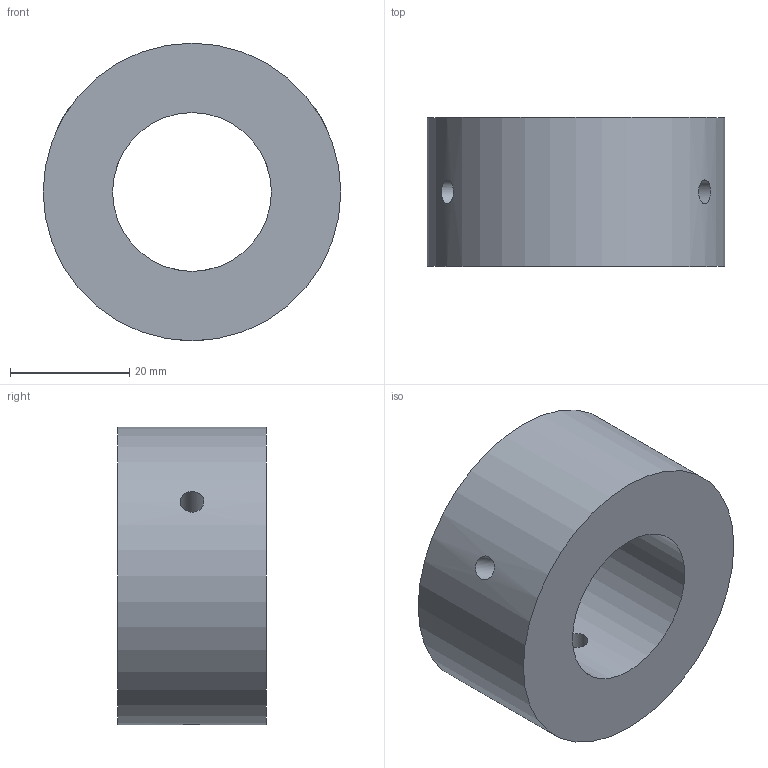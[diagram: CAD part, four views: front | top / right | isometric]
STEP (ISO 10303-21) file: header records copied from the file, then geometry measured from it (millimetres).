
FILE_DESCRIPTION(/* description */ (''),/* implementation_level */ '2;1');
FILE_NAME(/* name */ 'motor-mount-bottom.stp',/* time_stamp */ '2021-03-31T11:29:16+03:00',/* author */ ('samlo'),/* organization */ (''),/* preprocessor_version */ 'ST-DEVELOPER v18.1',/* originating_system */ 'Autodesk Inventor 2021',/* authorisation */ '');
FILE_SCHEMA (('AUTOMOTIVE_DESIGN { 1 0 10303 214 3 1 1 }'));
Length unit declared in the file: millimetre
Products named in the file (1): motor-mount-bottom
Bounding box: 50 x 25 x 50 mm (x, y, z)
Volume: 34680.9 mm3; surface area: 9196.9 mm2
Topology: 1 solids, 1 shells, 7 faces, 25 edges, 20 vertices
Faces by surface type: cylinder 5, plane 2
Full cylindrical faces by diameter (mm): 4 x3, 26.67 x1, 50 x1
Entity records: 524 total; most frequent: CARTESIAN_POINT 257, ORIENTED_EDGE 50, DIRECTION 37, EDGE_CURVE 25, VERTEX_POINT 20, AXIS2_PLACEMENT_3D 16, EDGE_LOOP 15, B_SPLINE_CURVE_WITH_KNOTS 12
